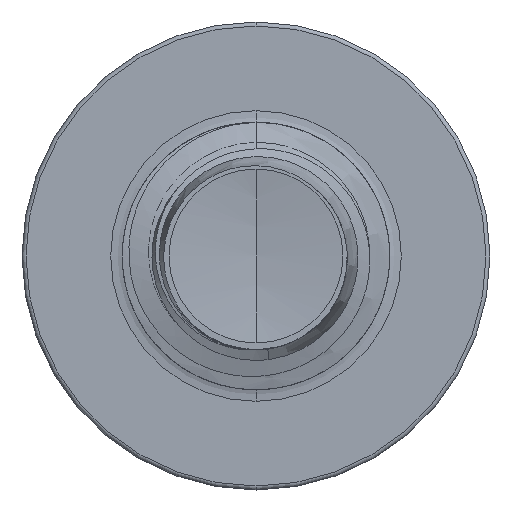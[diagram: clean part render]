
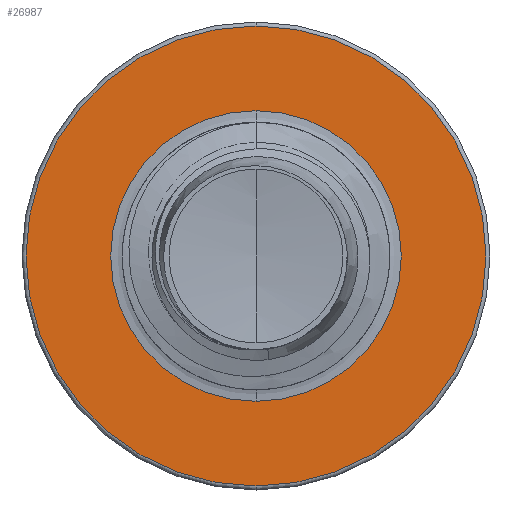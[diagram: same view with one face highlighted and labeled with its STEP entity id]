
A CAD part, front view. The second image highlights one B-rep face of the part: STEP entity #26987.
In plain terms, the highlighted planar face has unit normal (0, -1, 0).
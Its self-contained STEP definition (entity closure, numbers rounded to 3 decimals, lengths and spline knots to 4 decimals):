
#1019 = ORIENTED_EDGE ( 'NONE', *, *, #28192, .F. ) ;
#3156 = ORIENTED_EDGE ( 'NONE', *, *, #28898, .T. ) ;
#4197 = AXIS2_PLACEMENT_3D ( 'NONE', #21505, #21267, #21172 ) ;
#4240 = CARTESIAN_POINT ( 'NONE',  ( 0., 20., 2.1736 ) ) ;
#5318 = AXIS2_PLACEMENT_3D ( 'NONE', #31358, #31355, #31277 ) ;
#5446 = FACE_BOUND ( 'NONE', #38747, .T. ) ;
#5609 = VERTEX_POINT ( 'NONE', #4240 ) ;
#6011 = CIRCLE ( 'NONE', #38658, 3.44 ) ;
#6713 = EDGE_CURVE ( 'NONE', #35144, #5609, #23247, .T. ) ;
#6897 = CIRCLE ( 'NONE', #15073, 3.44 ) ;
#9357 = DIRECTION ( 'NONE',  ( 0., 0., 1. ) ) ;
#9417 = DIRECTION ( 'NONE',  ( 0., 1., 0. ) ) ;
#9482 = CARTESIAN_POINT ( 'NONE',  ( 0., 20., 0. ) ) ;
#10517 = DIRECTION ( 'NONE',  ( 0., 0., 1. ) ) ;
#10572 = DIRECTION ( 'NONE',  ( 0., 1., 0. ) ) ;
#10618 = CARTESIAN_POINT ( 'NONE',  ( 0., 20., 0. ) ) ;
#10668 = VERTEX_POINT ( 'NONE', #37575 ) ;
#13917 = FACE_OUTER_BOUND ( 'NONE', #28443, .T. ) ;
#14079 = DIRECTION ( 'NONE',  ( 0., 0., 1. ) ) ;
#14214 = DIRECTION ( 'NONE',  ( 0., 1., 0. ) ) ;
#14223 = CARTESIAN_POINT ( 'NONE',  ( 0., 20., 0. ) ) ;
#15073 = AXIS2_PLACEMENT_3D ( 'NONE', #10618, #10572, #10517 ) ;
#21172 = DIRECTION ( 'NONE',  ( 0., 0., 1. ) ) ;
#21267 = DIRECTION ( 'NONE',  ( 0., 1., 0. ) ) ;
#21505 = CARTESIAN_POINT ( 'NONE',  ( 0., 20., -2.1736 ) ) ;
#22124 = PLANE ( 'NONE',  #4197 ) ;
#22636 = EDGE_CURVE ( 'NONE', #29636, #10668, #6897, .T. ) ;
#23247 = CIRCLE ( 'NONE', #5318, 2.1736 ) ;
#24408 = ORIENTED_EDGE ( 'NONE', *, *, #6713, .T. ) ;
#26649 = AXIS2_PLACEMENT_3D ( 'NONE', #9482, #9417, #9357 ) ;
#26987 = ADVANCED_FACE ( 'NONE', ( #13917, #5446 ), #22124, .F. ) ;
#28192 = EDGE_CURVE ( 'NONE', #10668, #29636, #6011, .T. ) ;
#28443 = EDGE_LOOP ( 'NONE', ( #34643, #1019 ) ) ;
#28808 = CIRCLE ( 'NONE', #26649, 2.1736 ) ;
#28898 = EDGE_CURVE ( 'NONE', #5609, #35144, #28808, .T. ) ;
#29636 = VERTEX_POINT ( 'NONE', #30527 ) ;
#30527 = CARTESIAN_POINT ( 'NONE',  ( 0., 20., 3.44 ) ) ;
#31277 = DIRECTION ( 'NONE',  ( 0., 0., 1. ) ) ;
#31355 = DIRECTION ( 'NONE',  ( 0., 1., 0. ) ) ;
#31358 = CARTESIAN_POINT ( 'NONE',  ( 0., 20., 0. ) ) ;
#34643 = ORIENTED_EDGE ( 'NONE', *, *, #22636, .F. ) ;
#35144 = VERTEX_POINT ( 'NONE', #37044 ) ;
#37044 = CARTESIAN_POINT ( 'NONE',  ( 0., 20., -2.1736 ) ) ;
#37575 = CARTESIAN_POINT ( 'NONE',  ( 0., 20., -3.44 ) ) ;
#38658 = AXIS2_PLACEMENT_3D ( 'NONE', #14223, #14214, #14079 ) ;
#38747 = EDGE_LOOP ( 'NONE', ( #3156, #24408 ) ) ;
